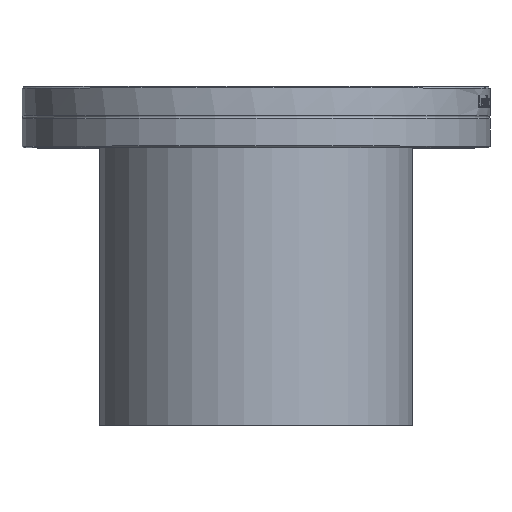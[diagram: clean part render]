
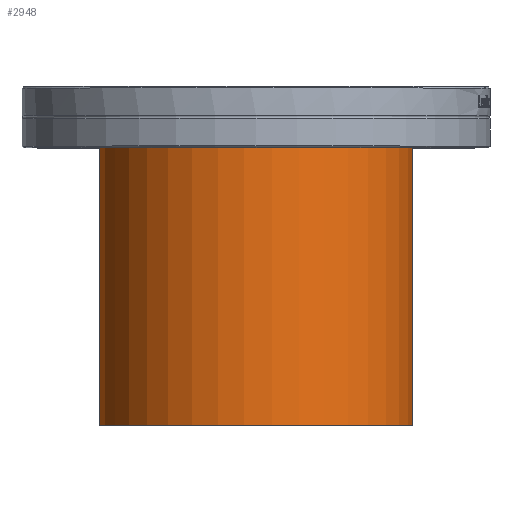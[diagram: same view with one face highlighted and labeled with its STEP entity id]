
A CAD part, top view. The second image highlights one B-rep face of the part: STEP entity #2948.
In plain terms, the highlighted cylindrical face has radius 50.8 mm (diameter 101.6 mm), a full revolution.
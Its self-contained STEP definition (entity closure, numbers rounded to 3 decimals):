
#256=CYLINDRICAL_SURFACE('',#3253,50.8);
#497=FACE_OUTER_BOUND('',#701,.T.);
#701=EDGE_LOOP('',(#2745,#2746,#2747,#2748));
#863=LINE('',#17730,#1021);
#1021=VECTOR('',#3903,50.8);
#1155=CIRCLE('',#3254,50.8);
#1156=CIRCLE('',#3255,50.8);
#1443=VERTEX_POINT('',#17727);
#1444=VERTEX_POINT('',#17729);
#1878=EDGE_CURVE('',#1443,#1443,#1155,.T.);
#1879=EDGE_CURVE('',#1443,#1444,#863,.T.);
#1880=EDGE_CURVE('',#1444,#1444,#1156,.T.);
#2745=ORIENTED_EDGE('',*,*,#1878,.F.);
#2746=ORIENTED_EDGE('',*,*,#1879,.T.);
#2747=ORIENTED_EDGE('',*,*,#1880,.F.);
#2748=ORIENTED_EDGE('',*,*,#1879,.F.);
#2948=ADVANCED_FACE('',(#497),#256,.T.);
#3253=AXIS2_PLACEMENT_3D('',#17726,#3899,#3900);
#3254=AXIS2_PLACEMENT_3D('',#17728,#3901,#3902);
#3255=AXIS2_PLACEMENT_3D('',#17731,#3904,#3905);
#3899=DIRECTION('center_axis',(0.,0.,1.));
#3900=DIRECTION('ref_axis',(-1.,0.,0.));
#3901=DIRECTION('center_axis',(0.,0.,1.));
#3902=DIRECTION('ref_axis',(-1.,0.,0.));
#3903=DIRECTION('',(0.,0.,-1.));
#3904=DIRECTION('center_axis',(0.,0.,-1.));
#3905=DIRECTION('ref_axis',(-1.,0.,0.));
#17726=CARTESIAN_POINT('Origin',(0.,0.,0.));
#17727=CARTESIAN_POINT('',(50.8,0.,98.6));
#17728=CARTESIAN_POINT('Origin',(0.,0.,98.6));
#17729=CARTESIAN_POINT('',(50.8,0.,0.));
#17730=CARTESIAN_POINT('',(50.8,0.,0.));
#17731=CARTESIAN_POINT('Origin',(0.,0.,0.));
